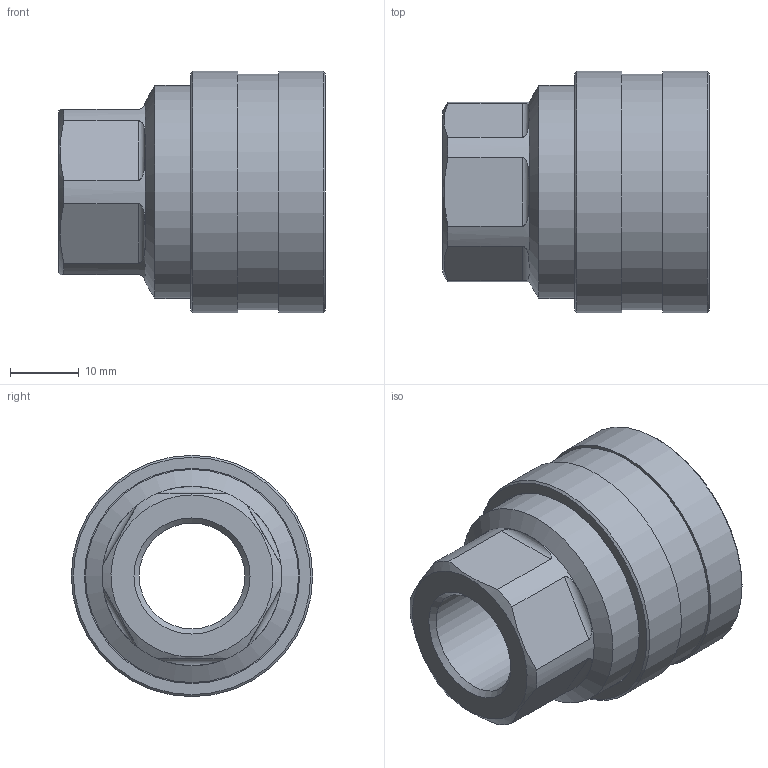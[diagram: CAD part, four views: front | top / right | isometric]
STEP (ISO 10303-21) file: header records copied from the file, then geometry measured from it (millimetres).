
FILE_DESCRIPTION(/* description */ ('Unknown'),/* implementation_level */ '2;1');
FILE_NAME(/* name */ '200045510',/* time_stamp */ '2018-11-13T08:45:45+01:00',/* author */ ('Unknown'),/* organization */ ('Unknown'),/* preprocessor_version */ 'ST-DEVELOPER v16.7',/* originating_system */ 'DEX',/* authorisation */ $);
FILE_SCHEMA (('AUTOMOTIVE_DESIGN {1 0 10303 214 3 1 1}'));
Length unit declared in the file: millimetre
Products named in the file (1): Part9
Bounding box: 38.6 x 35 x 35 mm (x, y, z)
Volume: 15552.9 mm3; surface area: 13278.8 mm2
Topology: 1 solids, 1 shells, 132 faces, 348 edges, 221 vertices
Faces by surface type: cylinder 58, torus 26, plane 24, cone 16, sphere 8
Full cylindrical faces by diameter (mm): 4.85 x8, 5.2 x8, 15.33 x1, 16.8 x1, 20.05 x3, 21.6 x1, 22.4 x2, 24.45 x1, 24.55 x2, 26.45 x1, 27.9 x2, 28.2 x2, 30.9 x1, 31.2 x1, 32.2 x1, 34.2 x1, 35 x2
Entity records: 4552 total; most frequent: CARTESIAN_POINT 976, DIRECTION 530, ORIENTED_EDGE 452, AXIS2_PLACEMENT_3D 253, EDGE_LOOP 235, FACE_BOUND 235, EDGE_CURVE 226, VERTEX_POINT 179
